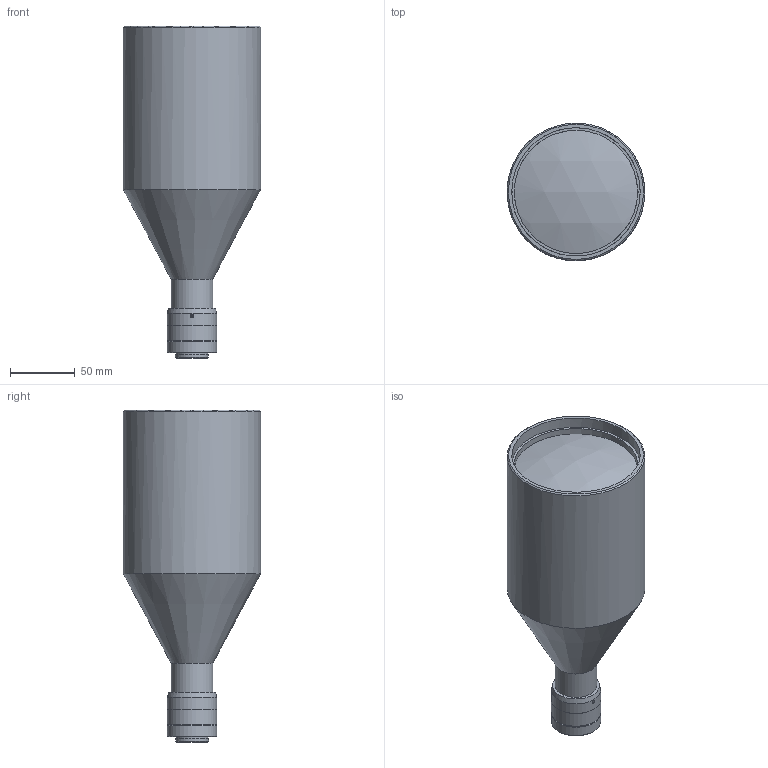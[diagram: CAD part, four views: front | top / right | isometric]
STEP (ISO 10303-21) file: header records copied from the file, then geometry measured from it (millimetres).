
FILE_DESCRIPTION((''),'2;1');
FILE_NAME('T240-013a_3D-Modell.stp','2010-02-09T14:34:26',('REGENSPURG'),(''),'Autodesk Inventor 2009','Autodesk Inventor 2009','');
FILE_SCHEMA(('AUTOMOTIVE_DESIGN { 1 0 10303 214 1 1 1 1 }'));
Length unit declared in the file: millimetre
Products named in the file (1): T240_013a_3D_Modell_V
Bounding box: 105.92 x 105.88 x 255.6 mm (x, y, z)
Volume: 1374905.5 mm3; surface area: 82386.2 mm2
Topology: 1 solids, 2 shells, 102 faces, 225 edges, 145 vertices
Faces by surface type: plane 53, cylinder 20, cone 15, bspline 11, sphere 3
Full cylindrical faces by diameter (mm): 8 x1, 13 x1, 22.5 x2, 24.1 x1, 24.6 x1, 25 x1, 25.4 x1, 32 x1, 35 x1, 37.99 x1, 38 x3, 106 x1
Entity records: 2903 total; most frequent: CARTESIAN_POINT 779, DIRECTION 420, ORIENTED_EDGE 324, AXIS2_PLACEMENT_3D 179, EDGE_CURVE 162, EDGE_LOOP 162, VERTEX_POINT 122, FACE_OUTER_BOUND 102
